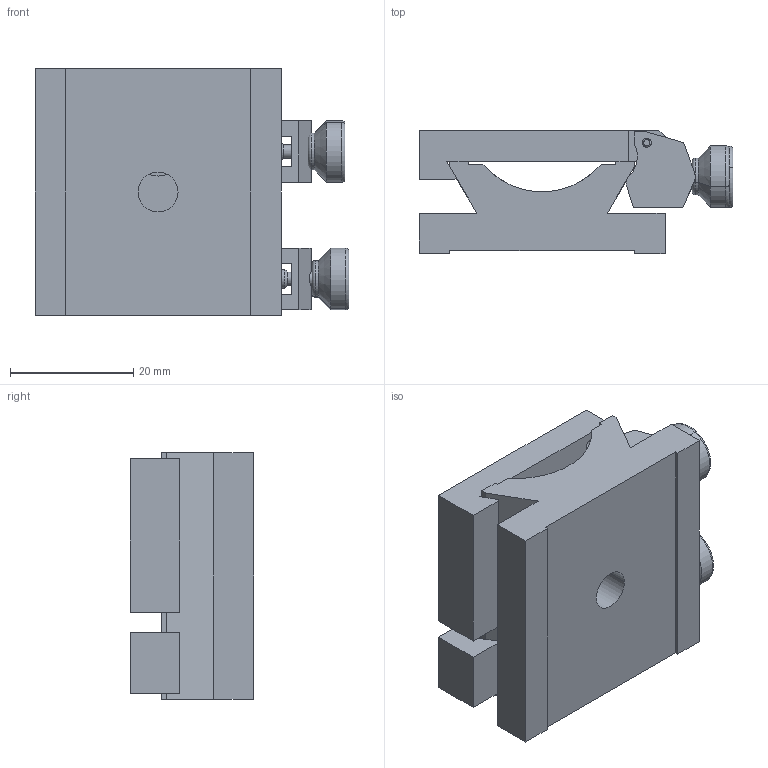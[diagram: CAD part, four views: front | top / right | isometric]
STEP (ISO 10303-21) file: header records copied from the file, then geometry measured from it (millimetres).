
FILE_DESCRIPTION (( 'STEP AP203' ), '1' );
FILE_NAME ('4.2.1.1_H40G-40_40mm滑轨，长度40mm，附带两个H40Z滑轨安装座.STEP', '2023-07-07T02:31:44', ( '' ), ( '' ), 'SwSTEP 2.0', 'SolidWorks 2021', '' );
FILE_SCHEMA (( 'CONFIG_CONTROL_DESIGN' ));
Length unit declared in the file: millimetre
Products named in the file (1): 4.2.1.1_H40G-40_40mm滑轨，长度40mm，附带两个H40Z滑轨安装座
Bounding box: 51.03 x 20 x 40 mm (x, y, z)
Volume: 23797.6 mm3; surface area: 12763.3 mm2
Topology: 8 solids, 8 shells, 199 faces, 498 edges, 320 vertices
Faces by surface type: plane 96, cylinder 75, cone 20, torus 8
Entity records: 6191 total; most frequent: CARTESIAN_POINT 1182, DIRECTION 1052, ORIENTED_EDGE 996, EDGE_CURVE 498, AXIS2_PLACEMENT_3D 368, VERTEX_POINT 320, LINE 316, VECTOR 316
